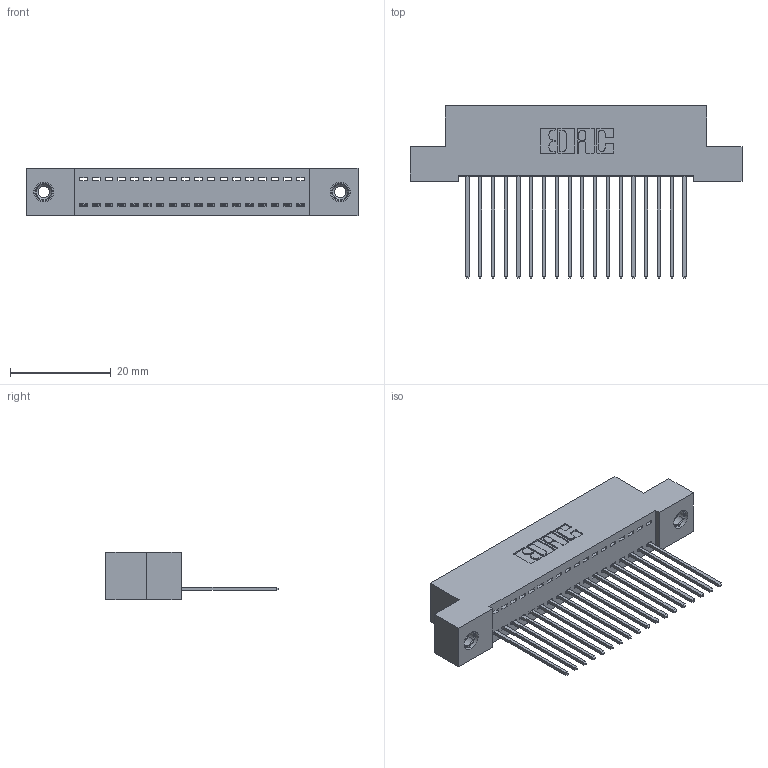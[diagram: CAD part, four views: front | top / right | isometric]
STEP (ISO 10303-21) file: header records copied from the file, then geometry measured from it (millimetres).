
FILE_DESCRIPTION (( 'STEP AP203' ), '1' );
FILE_NAME ('342-018-541-108.STEP', '2018-08-10T21:29:43', ( '' ), ( '' ), 'SwSTEP 2.0', 'SolidWorks 2016', '' );
FILE_SCHEMA (( 'CONFIG_CONTROL_DESIGN' ));
Length unit declared in the file: inch
Products named in the file (4): 342 Part_TI; 345-292-001_345-293-141; 345-250-001_345-250-003-102; 342-018-541-108
Assembly tree (21 placements, depth 2):
  342-018-541-108
    342 Part_TI
    345-292-001_345-293-141  x18
    345-250-001_345-250-003-102  x2
Bounding box: 66.04 x 34.3 x 9.4 mm (x, y, z)
Volume: 5755.7 mm3; surface area: 8359.5 mm2
Topology: 21 solids, 21 shells, 1214 faces, 3603 edges, 2370 vertices
Faces by surface type: plane 854, cylinder 344, cone 12, torus 4
Entity records: 15180 total; most frequent: CARTESIAN_POINT 2603, ORIENTED_EDGE 2550, DIRECTION 2277, EDGE_CURVE 1275, VECTOR 1127, LINE 1127, VERTEX_POINT 844, AXIS2_PLACEMENT_3D 575
